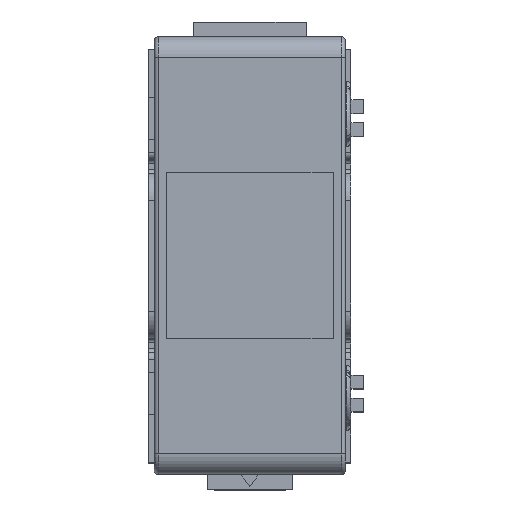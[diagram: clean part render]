
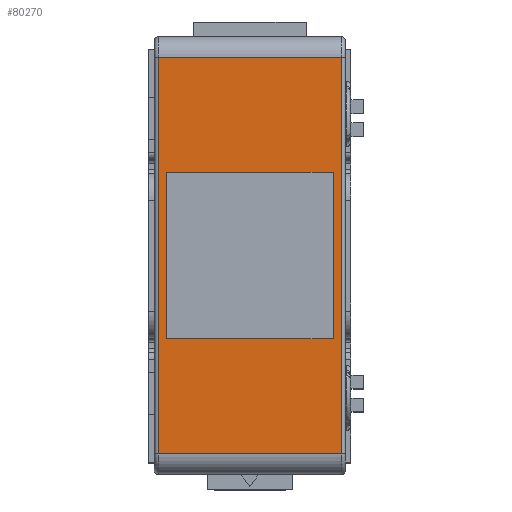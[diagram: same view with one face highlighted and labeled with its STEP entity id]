
A CAD part, top view. The second image highlights one B-rep face of the part: STEP entity #80270.
In plain terms, the highlighted face is planar.
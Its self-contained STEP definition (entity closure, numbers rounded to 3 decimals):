
#60790=CARTESIAN_POINT('',(46.375,65.6,-45.25));
#60800=VERTEX_POINT('',#60790);
#60830=CARTESIAN_POINT('',(0.,65.6,-45.25));
#60840=DIRECTION('',(1.,0.,0.));
#60850=VECTOR('',#60840,1.);
#60860=LINE('',#60830,#60850);
#60870=CARTESIAN_POINT('',(75.175,65.6,-45.25));
#60880=VERTEX_POINT('',#60870);
#60890=EDGE_CURVE('',#60800,#60880,#60860,.T.);
#78880=CARTESIAN_POINT('',(75.175,0.,-45.25));
#78890=DIRECTION('',(0.,1.,0.));
#78900=VECTOR('',#78890,1.);
#78910=LINE('',#78880,#78900);
#78920=CARTESIAN_POINT('',(75.175,52.3,-45.25));
#78930=VERTEX_POINT('',#78920);
#78940=EDGE_CURVE('',#78930,#60880,#78910,.T.);
#79700=CARTESIAN_POINT('',(46.075,65.9,-45.25));
#79710=DIRECTION('',(0.,0.,1.));
#79720=DIRECTION('',(-1.,0.,0.));
#79730=AXIS2_PLACEMENT_3D('',#79700,#79710,#79720);
#79740=PLANE('',#79730);
#79750=CARTESIAN_POINT('',(0.,52.3,-45.25));
#79760=DIRECTION('',(1.,0.,0.));
#79770=VECTOR('',#79760,1.);
#79780=LINE('',#79750,#79770);
#79790=CARTESIAN_POINT('',(46.375,52.3,-45.25));
#79800=VERTEX_POINT('',#79790);
#79810=EDGE_CURVE('',#79800,#78930,#79780,.T.);
#79820=ORIENTED_EDGE('',*,*,#79810,.F.);
#79830=ORIENTED_EDGE('',*,*,#78940,.F.);
#79840=ORIENTED_EDGE('',*,*,#60890,.T.);
#79850=CARTESIAN_POINT('',(46.375,0.,-45.25));
#79860=DIRECTION('',(0.,1.,0.));
#79870=VECTOR('',#79860,1.);
#79880=LINE('',#79850,#79870);
#79890=EDGE_CURVE('',#79800,#60800,#79880,.T.);
#79900=ORIENTED_EDGE('',*,*,#79890,.T.);
#79910=EDGE_LOOP('',(#79900,#79840,#79830,#79820));
#79920=FACE_OUTER_BOUND('',#79910,.T.);
#79930=CARTESIAN_POINT('',(54.725,0.,-45.25));
#79940=DIRECTION('',(0.,-1.,0.));
#79950=VECTOR('',#79940,1.);
#79960=LINE('',#79930,#79950);
#79970=CARTESIAN_POINT('',(54.725,65.,-45.25));
#79980=VERTEX_POINT('',#79970);
#79990=CARTESIAN_POINT('',(54.725,52.9,-45.25));
#80000=VERTEX_POINT('',#79990);
#80010=EDGE_CURVE('',#79980,#80000,#79960,.T.);
#80020=ORIENTED_EDGE('',*,*,#80010,.T.);
#80030=CARTESIAN_POINT('',(0.,65.,-45.25));
#80040=DIRECTION('',(1.,0.,0.));
#80050=VECTOR('',#80040,1.);
#80060=LINE('',#80030,#80050);
#80070=CARTESIAN_POINT('',(66.825,65.,-45.25));
#80080=VERTEX_POINT('',#80070);
#80090=EDGE_CURVE('',#79980,#80080,#80060,.T.);
#80100=ORIENTED_EDGE('',*,*,#80090,.F.);
#80110=CARTESIAN_POINT('',(66.825,0.,-45.25));
#80120=DIRECTION('',(0.,1.,0.));
#80130=VECTOR('',#80120,1.);
#80140=LINE('',#80110,#80130);
#80150=CARTESIAN_POINT('',(66.825,52.9,-45.25));
#80160=VERTEX_POINT('',#80150);
#80170=EDGE_CURVE('',#80160,#80080,#80140,.T.);
#80180=ORIENTED_EDGE('',*,*,#80170,.T.);
#80190=CARTESIAN_POINT('',(0.,52.9,-45.25));
#80200=DIRECTION('',(1.,0.,0.));
#80210=VECTOR('',#80200,1.);
#80220=LINE('',#80190,#80210);
#80230=EDGE_CURVE('',#80000,#80160,#80220,.T.);
#80240=ORIENTED_EDGE('',*,*,#80230,.T.);
#80250=EDGE_LOOP('',(#80240,#80180,#80100,#80020));
#80260=FACE_BOUND('',#80250,.T.);
#80270=ADVANCED_FACE('',(#79920,#80260),#79740,.F.);
